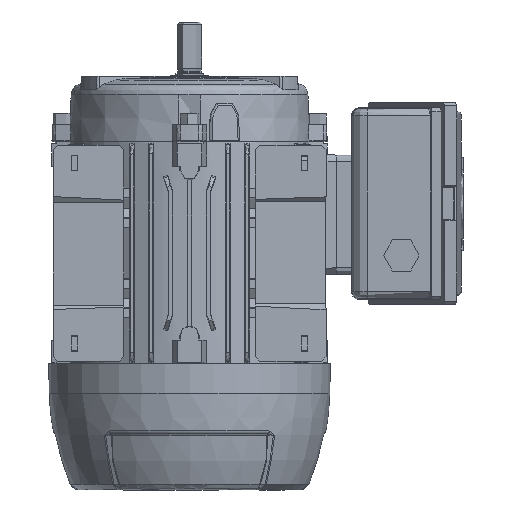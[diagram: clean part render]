
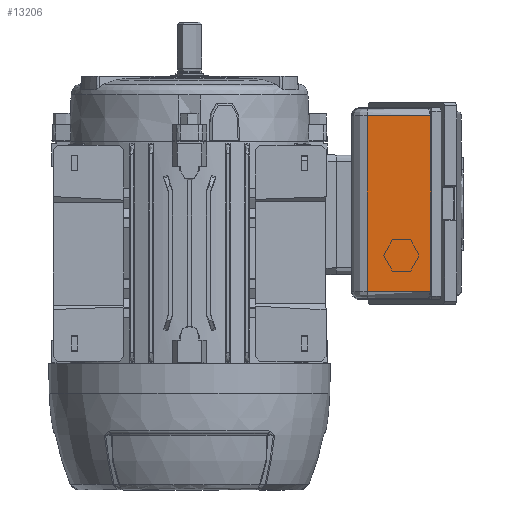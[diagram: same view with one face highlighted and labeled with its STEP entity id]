
A CAD part, front view. The second image highlights one B-rep face of the part: STEP entity #13206.
In plain terms, the highlighted face is planar.
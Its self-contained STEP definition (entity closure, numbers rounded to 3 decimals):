
#152 = ORIENTED_EDGE ( 'NONE', *, *, #2338, .T. ) ;
#2338 = EDGE_CURVE ( 'NONE', #12799, #19439, #52233, .T. ) ;
#2851 = EDGE_LOOP ( 'NONE', ( #3254, #19067, #152, #2933 ) ) ;
#2933 = ORIENTED_EDGE ( 'NONE', *, *, #17890, .T. ) ;
#3254 = ORIENTED_EDGE ( 'NONE', *, *, #30560, .T. ) ;
#7665 = VECTOR ( 'NONE', #64004, 1000. ) ;
#9538 = DIRECTION ( 'NONE',  ( 0., 0.017, -1. ) ) ;
#11914 = CARTESIAN_POINT ( 'NONE',  ( -44., -38.493, 41.856 ) ) ;
#12799 = VERTEX_POINT ( 'NONE', #11914 ) ;
#13206 = ADVANCED_FACE ( 'NONE', ( #34495 ), #54638, .T. ) ;
#17040 = CARTESIAN_POINT ( 'NONE',  ( -44., -38.005, 13.878 ) ) ;
#17890 = EDGE_CURVE ( 'NONE', #19439, #21928, #64622, .T. ) ;
#19067 = ORIENTED_EDGE ( 'NONE', *, *, #34506, .T. ) ;
#19156 = CARTESIAN_POINT ( 'NONE',  ( 34., -38.005, 13.878 ) ) ;
#19439 = VERTEX_POINT ( 'NONE', #17040 ) ;
#21562 = AXIS2_PLACEMENT_3D ( 'NONE', #64733, #39699, #9538 ) ;
#21928 = VERTEX_POINT ( 'NONE', #19156 ) ;
#22409 = CARTESIAN_POINT ( 'NONE',  ( -44., -38.005, 13.878 ) ) ;
#22823 = DIRECTION ( 'NONE',  ( -1., 0., 0. ) ) ;
#27025 = LINE ( 'NONE', #53349, #37270 ) ;
#30560 = EDGE_CURVE ( 'NONE', #21928, #39823, #46998, .T. ) ;
#34495 = FACE_OUTER_BOUND ( 'NONE', #2851, .T. ) ;
#34506 = EDGE_CURVE ( 'NONE', #39823, #12799, #27025, .T. ) ;
#37270 = VECTOR ( 'NONE', #22823, 1000. ) ;
#38322 = CARTESIAN_POINT ( 'NONE',  ( 34., -38.5, 42.232 ) ) ;
#38865 = VECTOR ( 'NONE', #52316, 1000. ) ;
#39478 = VECTOR ( 'NONE', #63205, 1000. ) ;
#39699 = DIRECTION ( 'NONE',  ( 0., -1., -0.017 ) ) ;
#39823 = VERTEX_POINT ( 'NONE', #43643 ) ;
#43643 = CARTESIAN_POINT ( 'NONE',  ( 34., -38.493, 41.856 ) ) ;
#46998 = LINE ( 'NONE', #38322, #7665 ) ;
#52233 = LINE ( 'NONE', #22409, #38865 ) ;
#52316 = DIRECTION ( 'NONE',  ( 0., 0.017, -1. ) ) ;
#53349 = CARTESIAN_POINT ( 'NONE',  ( 37.5, -38.493, 41.856 ) ) ;
#54638 = PLANE ( 'NONE',  #21562 ) ;
#57305 = CARTESIAN_POINT ( 'NONE',  ( 37., -38.005, 13.878 ) ) ;
#63205 = DIRECTION ( 'NONE',  ( 1., 0., 0. ) ) ;
#64004 = DIRECTION ( 'NONE',  ( 0., -0.017, 1. ) ) ;
#64622 = LINE ( 'NONE', #57305, #39478 ) ;
#64733 = CARTESIAN_POINT ( 'NONE',  ( 37.5, -38.5, 42.232 ) ) ;
